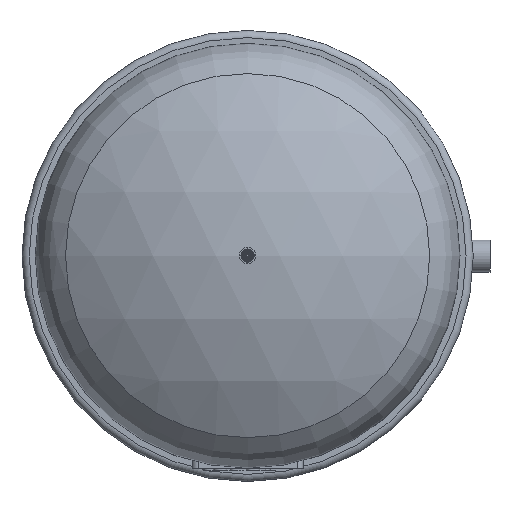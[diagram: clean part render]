
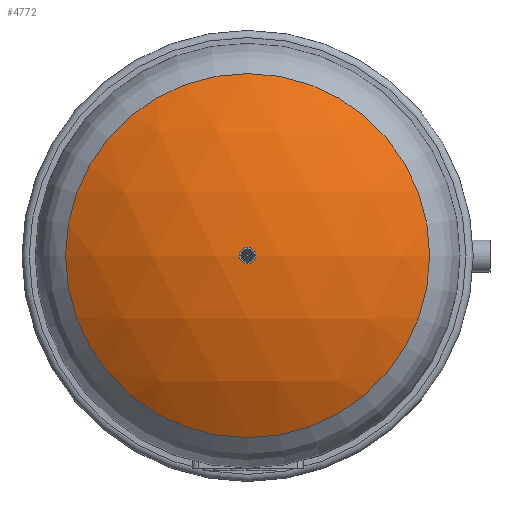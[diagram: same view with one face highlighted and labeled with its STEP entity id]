
A CAD part, top view. The second image highlights one B-rep face of the part: STEP entity #4772.
In plain terms, the highlighted spherical face has radius 283 mm.
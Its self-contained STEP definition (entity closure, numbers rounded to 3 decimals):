
#15=SPHERICAL_SURFACE('',#5289,283.);
#1264=FACE_OUTER_BOUND('',#1591,.T.);
#1591=EDGE_LOOP('',(#4178));
#1870=CIRCLE('',#5290,151.718);
#2310=VERTEX_POINT('',#8320);
#2948=EDGE_CURVE('',#2310,#2310,#1870,.T.);
#4178=ORIENTED_EDGE('',*,*,#2948,.T.);
#4772=ADVANCED_FACE('',(#1264),#15,.T.);
#5289=AXIS2_PLACEMENT_3D('',#8319,#6620,#6621);
#5290=AXIS2_PLACEMENT_3D('',#8321,#6622,#6623);
#6620=DIRECTION('center_axis',(0.,-1.,0.));
#6621=DIRECTION('ref_axis',(1.,0.,0.));
#6622=DIRECTION('center_axis',(0.,0.,1.));
#6623=DIRECTION('ref_axis',(-1.,0.,0.));
#8319=CARTESIAN_POINT('Origin',(0.,0.,168.));
#8320=CARTESIAN_POINT('',(-151.718,0.,406.895));
#8321=CARTESIAN_POINT('Origin',(0.,0.,406.895));
